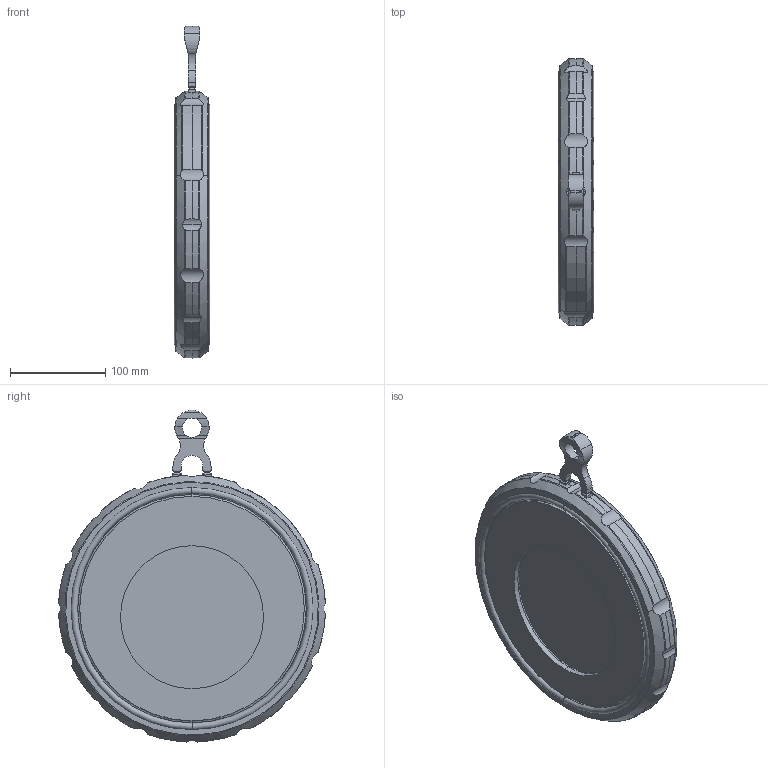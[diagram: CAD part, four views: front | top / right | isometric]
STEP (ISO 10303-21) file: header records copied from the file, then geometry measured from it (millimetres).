
FILE_DESCRIPTION(('STEP AP214'),'1');
FILE_NAME('cctmp_A3E4CD4C-8F2C-429B-B4B0-4DF122EAA0CE_2018_12_7_13_44_59_821..stp','2018-12-07T12:45:00',('Praher Valves GmbH'),('CADClick - www.CADClick.com'),'Spatial InterOp 3D',' ','unknown authorization');
FILE_SCHEMA(('AUTOMOTIVE_DESIGN'));
Length unit declared in the file: millimetre
Products named in the file (1): 1
Bounding box: 37.56 x 279.74 x 348.17 mm (x, y, z)
Volume: 1595741.8 mm3; surface area: 212754.2 mm2
Topology: 1 solids, 1 shells, 448 faces, 1273 edges, 824 vertices
Faces by surface type: cylinder 139, plane 130, torus 128, cone 51
Entity records: 21995 total; most frequent: CARTESIAN_POINT 6875, ORIENTED_EDGE 2546, DIRECTION 2372, EDGE_CURVE 1273, AXIS2_PLACEMENT_3D 964, VERTEX_POINT 824, CIRCLE 469, EDGE_LOOP 463
